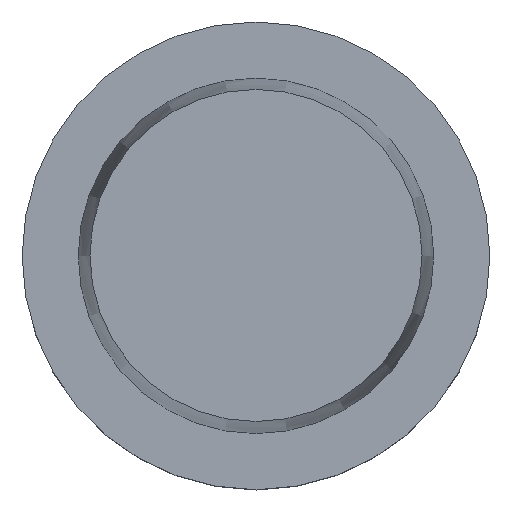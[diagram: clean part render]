
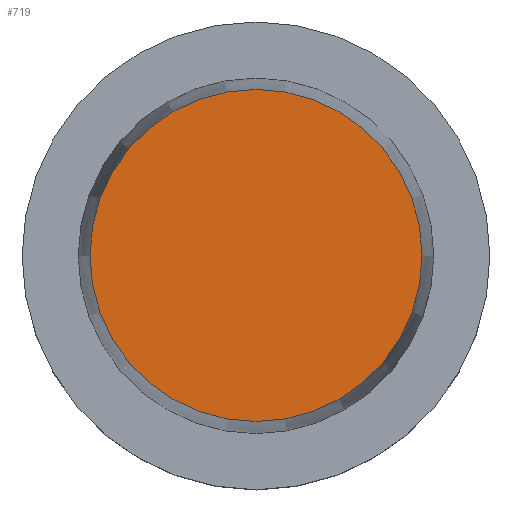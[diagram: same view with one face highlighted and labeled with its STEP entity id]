
A CAD part, top view. The second image highlights one B-rep face of the part: STEP entity #719.
In plain terms, the highlighted planar face has unit normal (0, 0, 1).
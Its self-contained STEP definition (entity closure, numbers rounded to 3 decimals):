
#538=FACE_OUTER_BOUND('',#953,.T.);
#650=PLANE('',#2430);
#719=ADVANCED_FACE('CU_CO_N1_SU_3',(#538),#650,.F.);
#953=EDGE_LOOP('',(#1135));
#1135=ORIENTED_EDGE('',*,*,#1999,.F.);
#1782=VERTEX_POINT('',#3410);
#1999=EDGE_CURVE('',#1782,#1782,#2323,.T.);
#2323=CIRCLE('',#2429,35.496);
#2429=AXIS2_PLACEMENT_3D('',#3409,#2715,#2716);
#2430=AXIS2_PLACEMENT_3D('',#3411,#2717,#2718);
#2715=DIRECTION('',(0.,0.,-1.));
#2716=DIRECTION('',(-1.,0.,0.));
#2717=DIRECTION('',(0.,0.,-1.));
#2718=DIRECTION('',(-1.,0.,0.));
#3409=CARTESIAN_POINT('',(0.,0.,50.));
#3410=CARTESIAN_POINT('',(-35.496,0.,50.));
#3411=CARTESIAN_POINT('',(0.,0.,50.));
